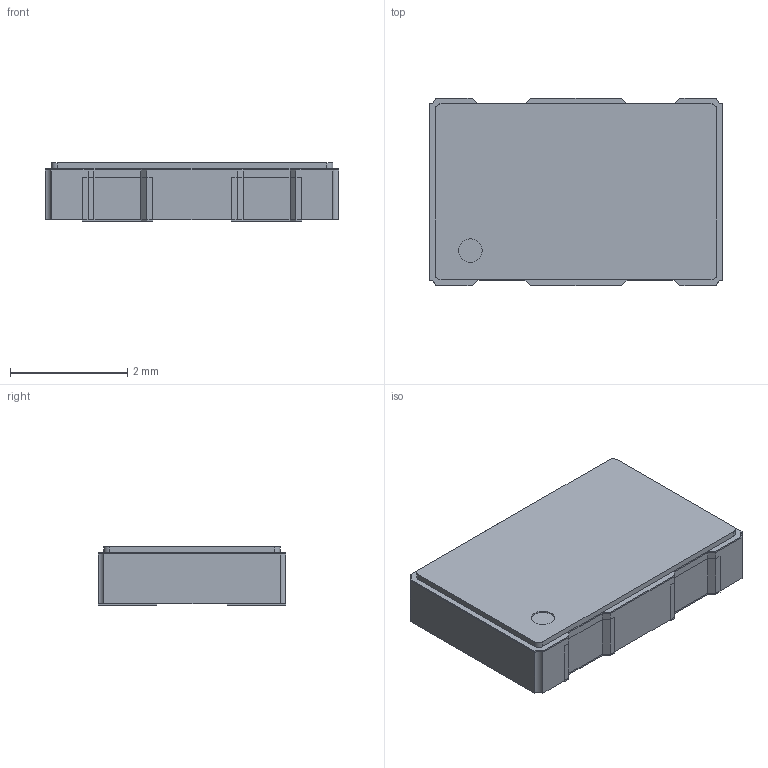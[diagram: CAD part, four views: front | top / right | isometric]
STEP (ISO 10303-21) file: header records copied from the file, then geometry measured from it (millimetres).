
FILE_DESCRIPTION(('FreeCAD Model'),'2;1');
FILE_NAME('Oscillator_SMD_EuroQuartz_XO53-4Pin_5.0x3.2mm.step','2019-03-19T17:49:42',('kicad StepUp'),('ksu MCAD'), 'Open CASCADE STEP processor 6.8','FreeCAD','Unknown');
FILE_SCHEMA(('AUTOMOTIVE_DESIGN_CC2 { 1 2 10303 214 -1 1 5 4 }'));
Length unit declared in the file: millimetre
Products named in the file (1): Oscillator_SMD_EuroQuartz_XO53-4Pin_5.0x3.2mm
Bounding box: 5 x 3.2 x 1 mm (x, y, z)
Volume: 15.2 mm3; surface area: 47.7 mm2
Topology: 1 solids, 1 shells, 121 faces, 282 edges, 164 vertices
Faces by surface type: plane 108, cylinder 13
Full cylindrical faces by diameter (mm): 0.4 x1
Entity records: 4163 total; most frequent: CARTESIAN_POINT 568, ORIENTED_EDGE 564, DIRECTION 548, EDGE_CURVE 282, LINE 260, VECTOR 260, VERTEX_POINT 164, AXIS2_PLACEMENT_3D 144
